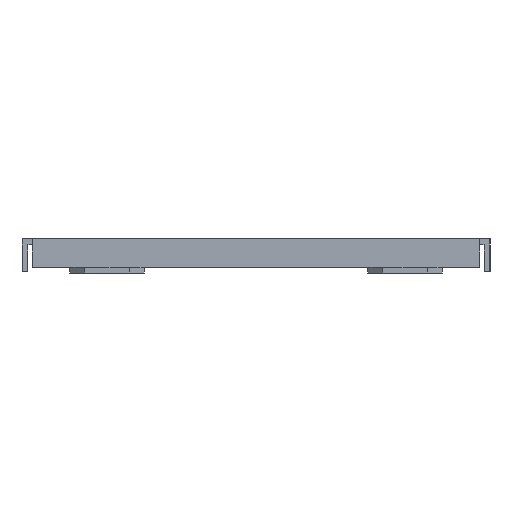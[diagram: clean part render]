
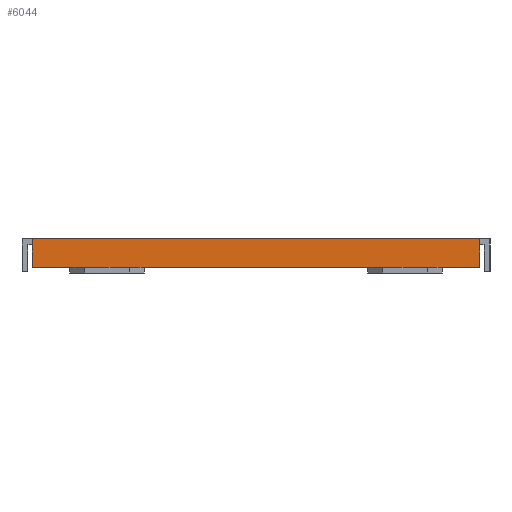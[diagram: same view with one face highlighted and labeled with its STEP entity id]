
A CAD part, left-side view. The second image highlights one B-rep face of the part: STEP entity #6044.
In plain terms, the highlighted planar face has unit normal (-1, 0, 0).
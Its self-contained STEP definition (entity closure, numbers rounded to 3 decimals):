
#314=DIRECTION('',(0.,-1.,0.));
#315=VECTOR('',#314,150.);
#316=CARTESIAN_POINT('',(2640.118,305.615,2.));
#317=LINE('',#316,#315);
#2377=DIRECTION('',(0.,1.,0.));
#2378=VECTOR('',#2377,12.5);
#2379=CARTESIAN_POINT('',(2640.118,293.115,-7.5));
#2380=LINE('',#2379,#2378);
#2384=DIRECTION('',(0.,0.,1.));
#2385=VECTOR('',#2384,9.5);
#2386=CARTESIAN_POINT('',(2640.118,305.615,-7.5));
#2387=LINE('',#2386,#2385);
#2405=DIRECTION('',(0.,0.,1.));
#2406=VECTOR('',#2405,9.5);
#2407=CARTESIAN_POINT('',(2640.118,155.615,-7.5));
#2408=LINE('',#2407,#2406);
#2575=DIRECTION('',(0.,-1.,0.));
#2576=VECTOR('',#2575,25.);
#2577=CARTESIAN_POINT('',(2640.118,293.115,-7.5));
#2578=LINE('',#2577,#2576);
#2654=DIRECTION('',(0.,-1.,0.));
#2655=VECTOR('',#2654,75.);
#2656=CARTESIAN_POINT('',(2640.118,268.115,-7.5));
#2657=LINE('',#2656,#2655);
#2719=DIRECTION('',(0.,-1.,0.));
#2720=VECTOR('',#2719,25.);
#2721=CARTESIAN_POINT('',(2640.118,193.115,-7.5));
#2722=LINE('',#2721,#2720);
#2798=DIRECTION('',(0.,-1.,0.));
#2799=VECTOR('',#2798,12.5);
#2800=CARTESIAN_POINT('',(2640.118,168.115,-7.5));
#2801=LINE('',#2800,#2799);
#3115=CARTESIAN_POINT('',(2640.118,155.615,2.));
#3116=VERTEX_POINT('',#3115);
#3117=CARTESIAN_POINT('',(2640.118,305.615,2.));
#3118=VERTEX_POINT('',#3117);
#3447=CARTESIAN_POINT('',(2640.118,305.615,-7.5));
#3449=VERTEX_POINT('',#3447);
#3451=CARTESIAN_POINT('',(2640.118,293.115,-7.5));
#3452=VERTEX_POINT('',#3451);
#3455=CARTESIAN_POINT('',(2640.118,168.115,-7.5));
#3456=CARTESIAN_POINT('',(2640.118,155.615,-7.5));
#3457=VERTEX_POINT('',#3455);
#3458=VERTEX_POINT('',#3456);
#3459=CARTESIAN_POINT('',(2640.118,193.115,-7.5));
#3460=VERTEX_POINT('',#3459);
#3461=CARTESIAN_POINT('',(2640.118,268.115,-7.5));
#3462=VERTEX_POINT('',#3461);
#6023=CARTESIAN_POINT('',(2640.118,299.365,0.));
#6024=DIRECTION('',(-1.,0.,0.));
#6025=DIRECTION('',(0.,-1.,0.));
#6026=AXIS2_PLACEMENT_3D('',#6023,#6024,#6025);
#6027=PLANE('',#6026);
#6029=ORIENTED_EDGE('',*,*,#6028,.F.);
#6031=ORIENTED_EDGE('',*,*,#6030,.F.);
#6033=ORIENTED_EDGE('',*,*,#6032,.F.);
#6035=ORIENTED_EDGE('',*,*,#6034,.F.);
#6037=ORIENTED_EDGE('',*,*,#6036,.F.);
#6039=ORIENTED_EDGE('',*,*,#6038,.T.);
#6040=ORIENTED_EDGE('',*,*,#6005,.T.);
#6041=ORIENTED_EDGE('',*,*,#3712,.T.);
#6042=EDGE_LOOP('',(#6029,#6031,#6033,#6035,#6037,#6039,#6040,#6041));
#6043=FACE_OUTER_BOUND('',#6042,.F.);
#3712=EDGE_CURVE('',#3118,#3116,#317,.T.);
#6005=EDGE_CURVE('',#3449,#3118,#2387,.T.);
#6028=EDGE_CURVE('',#3458,#3116,#2408,.T.);
#6030=EDGE_CURVE('',#3457,#3458,#2801,.T.);
#6032=EDGE_CURVE('',#3460,#3457,#2722,.T.);
#6034=EDGE_CURVE('',#3462,#3460,#2657,.T.);
#6036=EDGE_CURVE('',#3452,#3462,#2578,.T.);
#6038=EDGE_CURVE('',#3452,#3449,#2380,.T.);
#6044=ADVANCED_FACE('',(#6043),#6027,.T.);
